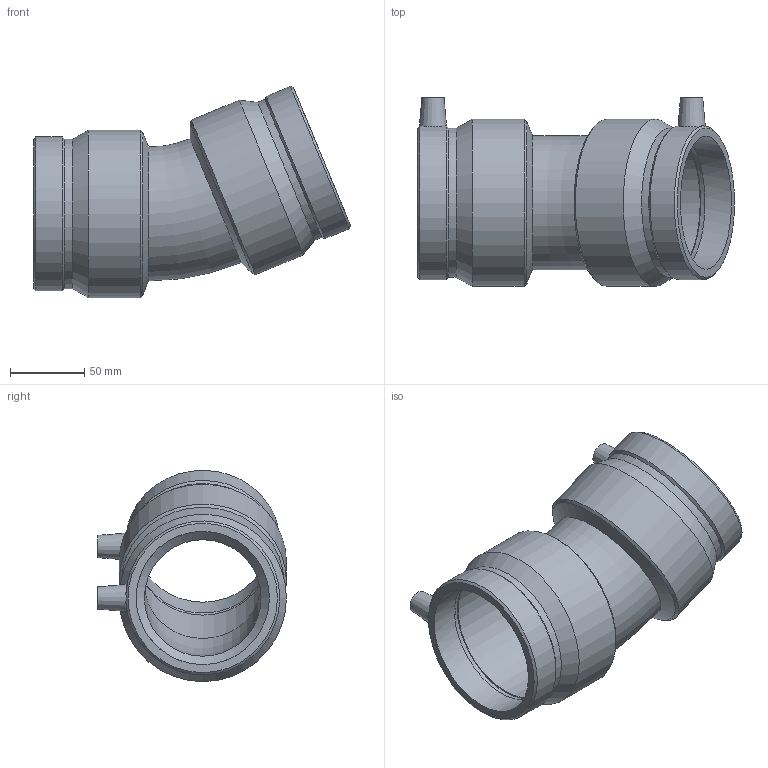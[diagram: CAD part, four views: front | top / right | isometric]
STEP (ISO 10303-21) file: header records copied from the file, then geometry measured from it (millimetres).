
FILE_DESCRIPTION(/* description */ ('PLASSON 22.5° ELBOW 90'),/* implementation_level */ '2;1');
FILE_NAME(/* name */ '490804090.ipt.stp',/* time_stamp */ '2018-04-12T11:18:01+03:00',/* author */ ('KIM'),/* organization */ (''),/* preprocessor_version */ 'ST-DEVELOPER v15.6',/* originating_system */ 'Autodesk Inventor 2015',/* authorisation */ '');
FILE_SCHEMA (('AUTOMOTIVE_DESIGN { 1 0 10303 214 3 1 1 }'));
Length unit declared in the file: millimetre
Products named in the file (1): 490804090
Bounding box: 214 x 127.5 x 142.64 mm (x, y, z)
Volume: 528236.6 mm3; surface area: 135675 mm2
Topology: 1 solids, 1 shells, 44 faces, 98 edges, 62 vertices
Faces by surface type: cone 18, cylinder 14, plane 10, torus 2
Full cylindrical faces by diameter (mm): 4 x2, 10 x2, 90 x4, 100.841 x2, 113 x2
Entity records: 1058 total; most frequent: CARTESIAN_POINT 269, DIRECTION 170, ORIENTED_EDGE 104, AXIS2_PLACEMENT_3D 85, EDGE_LOOP 82, EDGE_CURVE 52, VERTEX_POINT 46, FACE_OUTER_BOUND 44
